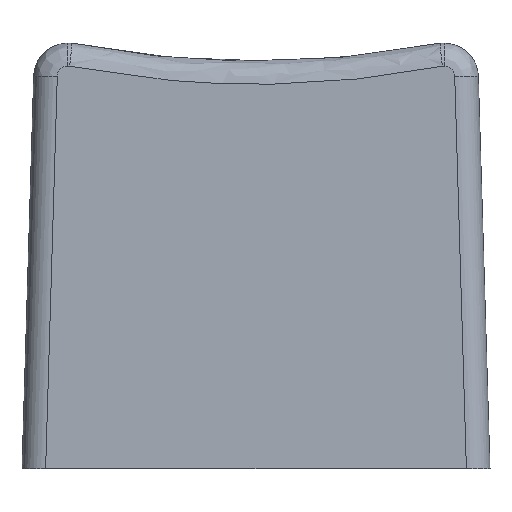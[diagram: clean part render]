
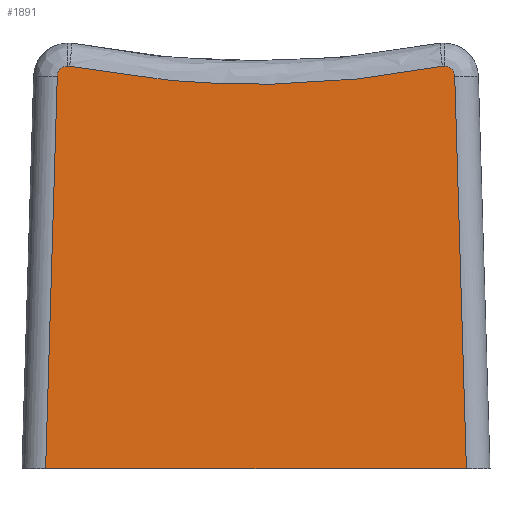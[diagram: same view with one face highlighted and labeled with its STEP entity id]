
A CAD part, front view. The second image highlights one B-rep face of the part: STEP entity #1891.
In plain terms, the highlighted planar face has unit normal (0, -1, 0.03).
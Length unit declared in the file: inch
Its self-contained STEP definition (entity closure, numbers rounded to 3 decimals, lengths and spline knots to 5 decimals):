
#1014=CARTESIAN_POINT('',(0.15685,-0.08848,0.33523));
#1015=VERTEX_POINT('',#1014);
#1016=CARTESIAN_POINT('',(0.16551,-0.08873,0.32683));
#1017=VERTEX_POINT('',#1016);
#1018=CARTESIAN_POINT('',(0.15685,-0.08873,0.32657));
#1019=DIRECTION('',(0.,1.,-0.03));
#1020=DIRECTION('',(0.,0.03,1.));
#1021=AXIS2_PLACEMENT_3D('',#1018,#1019,#1020);
#1022=ELLIPSE('',#1021,0.00867,0.00866);
#1023=EDGE_CURVE('',#1015,#1017,#1022,.T.);
#1058=CARTESIAN_POINT('',(0.17521,-0.09843,0.0));
#1059=VERTEX_POINT('',#1058);
#1076=CARTESIAN_POINT('',(0.16551,-0.08873,0.32683));
#1077=DIRECTION('',(0.03,-0.03,-0.999));
#1078=VECTOR('',#1077,0.32711);
#1079=LINE('',#1076,#1078);
#1080=EDGE_CURVE('',#1017,#1059,#1079,.T.);
#1313=CARTESIAN_POINT('',(-0.16551,-0.08873,0.32683));
#1314=VERTEX_POINT('',#1313);
#1322=CARTESIAN_POINT('',(-0.15685,-0.08848,0.33523));
#1323=VERTEX_POINT('',#1322);
#1324=CARTESIAN_POINT('',(-0.15685,-0.08873,0.32657));
#1325=DIRECTION('',(0.,1.,-0.03));
#1326=DIRECTION('',(0.,0.03,1.));
#1327=AXIS2_PLACEMENT_3D('',#1324,#1325,#1326);
#1328=ELLIPSE('',#1327,0.00867,0.00866);
#1329=EDGE_CURVE('',#1314,#1323,#1328,.T.);
#1348=CARTESIAN_POINT('',(-0.17521,-0.09843,0.0));
#1349=VERTEX_POINT('',#1348);
#1357=CARTESIAN_POINT('',(-0.17521,-0.09843,0.0));
#1358=DIRECTION('',(0.03,0.03,0.999));
#1359=VECTOR('',#1358,0.32711);
#1360=LINE('',#1357,#1359);
#1361=EDGE_CURVE('',#1349,#1314,#1360,.T.);
#1387=CARTESIAN_POINT('',(-0.15513,-0.08848,0.33523));
#1388=VERTEX_POINT('',#1387);
#1389=CARTESIAN_POINT('',(-0.15685,-0.08848,0.33523));
#1390=DIRECTION('',(1.0,0.,0.));
#1391=VECTOR('',#1390,0.00171);
#1392=LINE('',#1389,#1391);
#1393=EDGE_CURVE('',#1323,#1388,#1392,.T.);
#1469=CARTESIAN_POINT('',(0.15513,-0.08848,0.33523));
#1470=VERTEX_POINT('',#1469);
#1471=CARTESIAN_POINT('',(0.,-0.06497,1.12727));
#1472=DIRECTION('',(0.,-1.,0.03));
#1473=DIRECTION('',(0.,-0.03,-1.));
#1474=AXIS2_PLACEMENT_3D('',#1471,#1472,#1473);
#1475=ELLIPSE('',#1474,0.80744,0.80709);
#1476=EDGE_CURVE('',#1388,#1470,#1475,.T.);
#1511=CARTESIAN_POINT('',(0.15513,-0.08848,0.33523));
#1512=DIRECTION('',(1.0,0.0,0.0));
#1513=VECTOR('',#1512,0.00171);
#1514=LINE('',#1511,#1513);
#1515=EDGE_CURVE('',#1470,#1015,#1514,.T.);
#1871=CARTESIAN_POINT('',(-0.19273,-0.08798,0.35199));
#1872=DIRECTION('',(0.,-1.,0.03));
#1873=DIRECTION('',(0.0,-0.03,-1.));
#1874=AXIS2_PLACEMENT_3D('',#1871,#1872,#1873);
#1875=PLANE('',#1874);
#1876=ORIENTED_EDGE('',*,*,#1080,.F.);
#1877=ORIENTED_EDGE('',*,*,#1023,.F.);
#1878=ORIENTED_EDGE('',*,*,#1515,.F.);
#1879=ORIENTED_EDGE('',*,*,#1476,.F.);
#1880=ORIENTED_EDGE('',*,*,#1393,.F.);
#1881=ORIENTED_EDGE('',*,*,#1329,.F.);
#1882=ORIENTED_EDGE('',*,*,#1361,.F.);
#1883=CARTESIAN_POINT('',(-0.17521,-0.09843,0.0));
#1884=DIRECTION('',(1.0,0.0,0.0));
#1885=VECTOR('',#1884,0.35041);
#1886=LINE('',#1883,#1885);
#1887=EDGE_CURVE('',#1349,#1059,#1886,.T.);
#1888=ORIENTED_EDGE('',*,*,#1887,.T.);
#1889=EDGE_LOOP('',(#1876,#1877,#1878,#1879,#1880,#1881,#1882,#1888));
#1890=FACE_OUTER_BOUND('',#1889,.T.);
#1891=ADVANCED_FACE('',(#1890),#1875,.T.);
